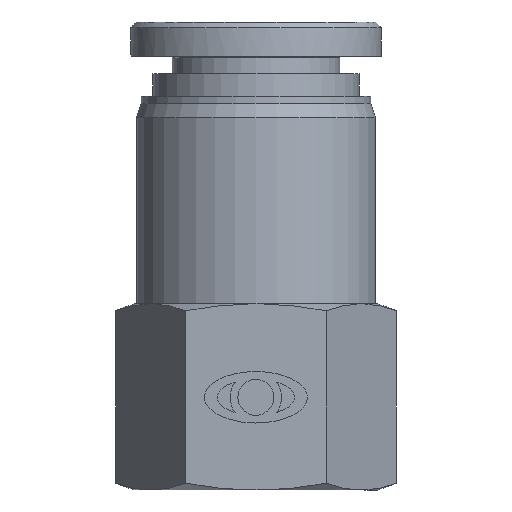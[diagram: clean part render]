
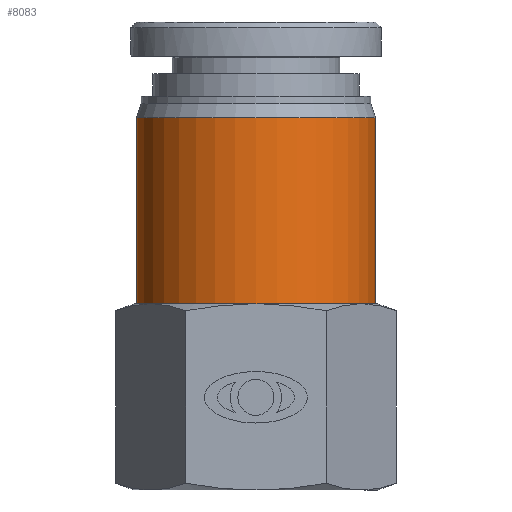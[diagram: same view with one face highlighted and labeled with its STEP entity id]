
A CAD part, front view. The second image highlights one B-rep face of the part: STEP entity #8083.
In plain terms, the highlighted cylindrical face has radius 8.35 mm (diameter 16.7 mm), a full revolution.
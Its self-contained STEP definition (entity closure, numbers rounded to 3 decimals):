
#7979=CARTESIAN_POINT('',(-8.35,13.0,0.0));
#7980=VERTEX_POINT('',#7979);
#7981=CARTESIAN_POINT('',(0.,13.0,0.0));
#7982=DIRECTION('',(0.0,1.0,0.0));
#7983=DIRECTION('',(-1.0,0.0,0.0));
#7984=AXIS2_PLACEMENT_3D('',#7981,#7982,#7983);
#7985=CIRCLE('',#7984,8.35);
#7986=EDGE_CURVE('',#7980,#7980,#7985,.T.);
#8064=CARTESIAN_POINT('',(0.,25.5,0.0));
#8065=DIRECTION('',(0.,1.0,0.0));
#8066=DIRECTION('',(-1.0,0.0,0.0));
#8067=AXIS2_PLACEMENT_3D('',#8064,#8065,#8066);
#8068=CYLINDRICAL_SURFACE('',#8067,8.35);
#8069=ORIENTED_EDGE('',*,*,#7986,.T.);
#8070=EDGE_LOOP('',(#8069));
#8071=FACE_OUTER_BOUND('',#8070,.T.);
#8072=CARTESIAN_POINT('',(-8.35,26.0,0.0));
#8073=VERTEX_POINT('',#8072);
#8074=CARTESIAN_POINT('',(0.,26.0,0.0));
#8075=DIRECTION('',(0.0,1.0,0.0));
#8076=DIRECTION('',(-1.0,0.0,0.0));
#8077=AXIS2_PLACEMENT_3D('',#8074,#8075,#8076);
#8078=CIRCLE('',#8077,8.35);
#8079=EDGE_CURVE('',#8073,#8073,#8078,.T.);
#8080=ORIENTED_EDGE('',*,*,#8079,.F.);
#8081=EDGE_LOOP('',(#8080));
#8082=FACE_BOUND('',#8081,.T.);
#8083=ADVANCED_FACE('',(#8071,#8082),#8068,.T.);
